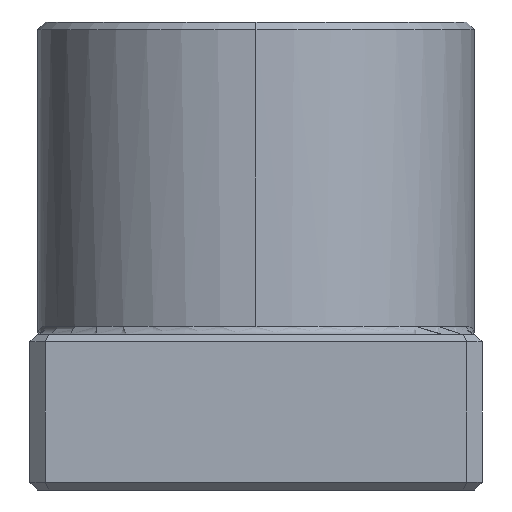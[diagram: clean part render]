
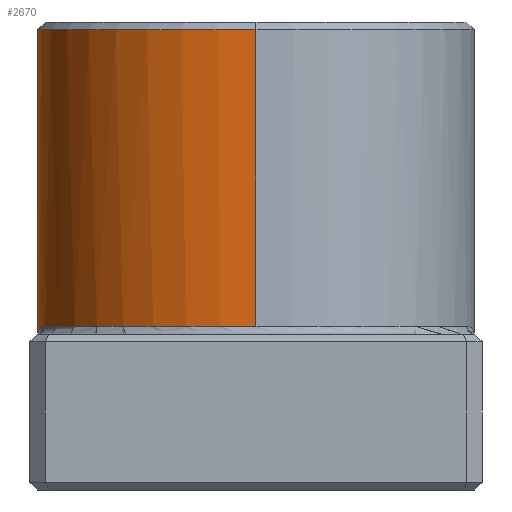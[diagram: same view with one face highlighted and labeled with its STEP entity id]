
A CAD part, left-side view. The second image highlights one B-rep face of the part: STEP entity #2670.
In plain terms, the highlighted cylindrical face has radius 28 mm (diameter 56 mm), a partial arc.
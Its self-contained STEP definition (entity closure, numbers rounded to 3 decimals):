
#64 = VERTEX_POINT ( 'NONE', #294 ) ;
#100 = CARTESIAN_POINT ( 'NONE',  ( 28., 0., 60. ) ) ;
#111 = DIRECTION ( 'NONE',  ( 0., 0., -1. ) ) ;
#118 = VERTEX_POINT ( 'NONE', #965 ) ;
#121 = CARTESIAN_POINT ( 'NONE',  ( 7.289, 27.034, 21. ) ) ;
#172 = ORIENTED_EDGE ( 'NONE', *, *, #1749, .T. ) ;
#186 = CIRCLE ( 'NONE', #879, 28. ) ;
#241 = B_SPLINE_CURVE_WITH_KNOTS ( 'NONE', 3,
 ( #121, #583, #784, #796, #805, #815, #822, #834, #844, #849, #859, #886 ),
 .UNSPECIFIED., .F., .F.,
 ( 4, 2, 2, 2, 2, 4 ),
 ( 0., 0.002, 0.004, 0.006, 0.006, 0.007 ),
 .UNSPECIFIED. ) ;
#294 = CARTESIAN_POINT ( 'NONE',  ( -7.289, 27.034, 21. ) ) ;
#297 = CIRCLE ( 'NONE', #2318, 28. ) ;
#317 = ORIENTED_EDGE ( 'NONE', *, *, #1784, .T. ) ;
#360 = ORIENTED_EDGE ( 'NONE', *, *, #1799, .F. ) ;
#402 = VECTOR ( 'NONE', #111, 1000. ) ;
#417 = CARTESIAN_POINT ( 'NONE',  ( 28., 0., 59. ) ) ;
#497 = VERTEX_POINT ( 'NONE', #1027 ) ;
#583 = CARTESIAN_POINT ( 'NONE',  ( 6.685, 27.198, 21. ) ) ;
#593 = EDGE_CURVE ( 'NONE', #497, #1355, #297, .T. ) ;
#630 = DIRECTION ( 'NONE',  ( -1., 0., 0. ) ) ;
#714 = ORIENTED_EDGE ( 'NONE', *, *, #593, .T. ) ;
#730 = DIRECTION ( 'NONE',  ( 1., 0., 0. ) ) ;
#784 = CARTESIAN_POINT ( 'NONE',  ( 6.081, 27.339, 20.959 ) ) ;
#796 = CARTESIAN_POINT ( 'NONE',  ( 4.873, 27.58, 20.837 ) ) ;
#805 = CARTESIAN_POINT ( 'NONE',  ( 4.268, 27.68, 20.755 ) ) ;
#815 = CARTESIAN_POINT ( 'NONE',  ( 3.054, 27.84, 20.566 ) ) ;
#822 = CARTESIAN_POINT ( 'NONE',  ( 2.446, 27.9, 20.46 ) ) ;
#834 = CARTESIAN_POINT ( 'NONE',  ( 1.529, 27.96, 20.291 ) ) ;
#844 = CARTESIAN_POINT ( 'NONE',  ( 1.223, 27.975, 20.234 ) ) ;
#849 = CARTESIAN_POINT ( 'NONE',  ( 0.611, 27.995, 20.118 ) ) ;
#854 = DIRECTION ( 'NONE',  ( 0., 0., -1. ) ) ;
#859 = CARTESIAN_POINT ( 'NONE',  ( 0.304, 28., 20.058 ) ) ;
#879 = AXIS2_PLACEMENT_3D ( 'NONE', #2006, #2013, #2025 ) ;
#886 = CARTESIAN_POINT ( 'NONE',  ( 0., 28., 20. ) ) ;
#927 = DIRECTION ( 'NONE',  ( 1., 0., 0. ) ) ;
#965 = CARTESIAN_POINT ( 'NONE',  ( -28., 0., 59. ) ) ;
#979 = DIRECTION ( 'NONE',  ( 0., 0., -1. ) ) ;
#1019 = CARTESIAN_POINT ( 'NONE',  ( -1.223, 28., 20.235 ) ) ;
#1027 = CARTESIAN_POINT ( 'NONE',  ( 28., 0., 21. ) ) ;
#1042 = CIRCLE ( 'NONE', #1960, 28. ) ;
#1111 = LINE ( 'NONE', #100, #402 ) ;
#1129 = CARTESIAN_POINT ( 'NONE',  ( 0., 28., 20. ) ) ;
#1131 = FACE_OUTER_BOUND ( 'NONE', #1912, .T. ) ;
#1140 = CARTESIAN_POINT ( 'NONE',  ( -2.448, 27.92, 20.472 ) ) ;
#1253 = VERTEX_POINT ( 'NONE', #1907 ) ;
#1265 = CARTESIAN_POINT ( 'NONE',  ( -4.268, 27.68, 20.755 ) ) ;
#1294 = CARTESIAN_POINT ( 'NONE',  ( -4.873, 27.58, 20.837 ) ) ;
#1312 = CARTESIAN_POINT ( 'NONE',  ( -6.081, 27.339, 20.959 ) ) ;
#1334 = CARTESIAN_POINT ( 'NONE',  ( -6.685, 27.198, 21. ) ) ;
#1343 = CARTESIAN_POINT ( 'NONE',  ( -7.289, 27.034, 21. ) ) ;
#1355 = VERTEX_POINT ( 'NONE', #2113 ) ;
#1370 = LINE ( 'NONE', #2214, #2547 ) ;
#1415 = EDGE_CURVE ( 'NONE', #118, #1521, #1042, .T. ) ;
#1521 = VERTEX_POINT ( 'NONE', #417 ) ;
#1576 = CARTESIAN_POINT ( 'NONE',  ( 0., 0., 60. ) ) ;
#1609 = AXIS2_PLACEMENT_3D ( 'NONE', #1576, #854, #630 ) ;
#1708 = EDGE_CURVE ( 'NONE', #1521, #497, #1111, .T. ) ;
#1749 = EDGE_CURVE ( 'NONE', #1355, #2295, #241, .T. ) ;
#1758 = EDGE_CURVE ( 'NONE', #2295, #64, #2994, .T. ) ;
#1784 = EDGE_CURVE ( 'NONE', #64, #1253, #186, .T. ) ;
#1799 = EDGE_CURVE ( 'NONE', #118, #1253, #1370, .T. ) ;
#1907 = CARTESIAN_POINT ( 'NONE',  ( -28., 0., 21. ) ) ;
#1912 = EDGE_LOOP ( 'NONE', ( #2845, #2408, #714, #172, #2942, #317, #360 ) ) ;
#1960 = AXIS2_PLACEMENT_3D ( 'NONE', #2367, #979, #927 ) ;
#2006 = CARTESIAN_POINT ( 'NONE',  ( 0., 0., 21. ) ) ;
#2013 = DIRECTION ( 'NONE',  ( 0., 0., 1. ) ) ;
#2025 = DIRECTION ( 'NONE',  ( 1., 0., 0. ) ) ;
#2037 = DIRECTION ( 'NONE',  ( 0., 0., -1. ) ) ;
#2113 = CARTESIAN_POINT ( 'NONE',  ( 7.289, 27.034, 21. ) ) ;
#2214 = CARTESIAN_POINT ( 'NONE',  ( -28., 0., 60. ) ) ;
#2295 = VERTEX_POINT ( 'NONE', #2559 ) ;
#2318 = AXIS2_PLACEMENT_3D ( 'NONE', #2826, #2609, #730 ) ;
#2367 = CARTESIAN_POINT ( 'NONE',  ( 0., 0., 59. ) ) ;
#2408 = ORIENTED_EDGE ( 'NONE', *, *, #1708, .T. ) ;
#2547 = VECTOR ( 'NONE', #2037, 1000. ) ;
#2559 = CARTESIAN_POINT ( 'NONE',  ( 0., 28., 20. ) ) ;
#2609 = DIRECTION ( 'NONE',  ( 0., 0., 1. ) ) ;
#2670 = ADVANCED_FACE ( 'NONE', ( #1131 ), #2840, .T. ) ;
#2826 = CARTESIAN_POINT ( 'NONE',  ( 0., 0., 21. ) ) ;
#2840 = CYLINDRICAL_SURFACE ( 'NONE', #1609, 28. ) ;
#2845 = ORIENTED_EDGE ( 'NONE', *, *, #1415, .T. ) ;
#2942 = ORIENTED_EDGE ( 'NONE', *, *, #1758, .T. ) ;
#2994 = B_SPLINE_CURVE_WITH_KNOTS ( 'NONE', 3,
 ( #1129, #1019, #1140, #1265, #1294, #1312, #1334, #1343 ),
 .UNSPECIFIED., .F., .F.,
 ( 4, 2, 2, 4 ),
 ( 0., 0.004, 0.006, 0.007 ),
 .UNSPECIFIED. ) ;
